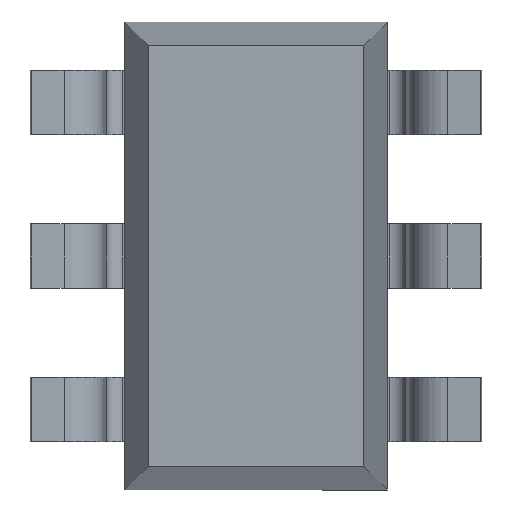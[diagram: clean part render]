
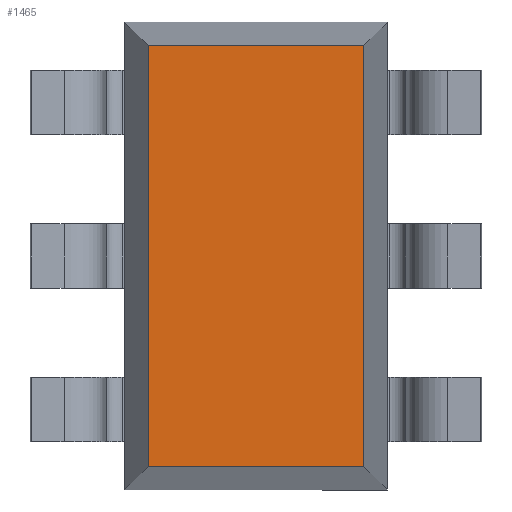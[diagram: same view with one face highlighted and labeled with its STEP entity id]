
A CAD part, front view. The second image highlights one B-rep face of the part: STEP entity #1465.
In plain terms, the highlighted planar face has unit normal (0, -1, 0).
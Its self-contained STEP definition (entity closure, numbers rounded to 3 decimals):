
#80 = ORIENTED_EDGE ( 'NONE', *, *, #3136, .T. ) ;
#99 = LINE ( 'NONE', #1598, #2832 ) ;
#151 = VECTOR ( 'NONE', #1122, 1000. ) ;
#244 = AXIS2_PLACEMENT_3D ( 'NONE', #617, #1377, #872 ) ;
#336 = DIRECTION ( 'NONE',  ( 0., 0., -1. ) ) ;
#479 = CARTESIAN_POINT ( 'NONE',  ( 0.667, 0.15, 1.305 ) ) ;
#573 = VERTEX_POINT ( 'NONE', #594 ) ;
#594 = CARTESIAN_POINT ( 'NONE',  ( 0.667, 0.15, -1.305 ) ) ;
#617 = CARTESIAN_POINT ( 'NONE',  ( 0., 0.15, 0. ) ) ;
#635 = EDGE_CURVE ( 'NONE', #857, #2883, #669, .T. ) ;
#669 = LINE ( 'NONE', #868, #3167 ) ;
#676 = CARTESIAN_POINT ( 'NONE',  ( 0.667, 0.15, -1.45 ) ) ;
#721 = EDGE_LOOP ( 'NONE', ( #3172, #2301, #80, #2550 ) ) ;
#857 = VERTEX_POINT ( 'NONE', #1733 ) ;
#868 = CARTESIAN_POINT ( 'NONE',  ( -0.667, 0.15, 1.45 ) ) ;
#872 = DIRECTION ( 'NONE',  ( 0., 0., -1. ) ) ;
#933 = CARTESIAN_POINT ( 'NONE',  ( -0.812, 0.15, -1.305 ) ) ;
#1113 = EDGE_CURVE ( 'NONE', #2883, #573, #3074, .T. ) ;
#1122 = DIRECTION ( 'NONE',  ( 0., 0., 1. ) ) ;
#1152 = VERTEX_POINT ( 'NONE', #479 ) ;
#1266 = DIRECTION ( 'NONE',  ( 1., 0., 0. ) ) ;
#1377 = DIRECTION ( 'NONE',  ( 0., -1., 0. ) ) ;
#1465 = ADVANCED_FACE ( 'NONE', ( #1498 ), #2084, .T. ) ;
#1498 = FACE_OUTER_BOUND ( 'NONE', #721, .T. ) ;
#1598 = CARTESIAN_POINT ( 'NONE',  ( 0.813, 0.15, 1.305 ) ) ;
#1729 = VECTOR ( 'NONE', #1266, 1000. ) ;
#1733 = CARTESIAN_POINT ( 'NONE',  ( -0.667, 0.15, 1.305 ) ) ;
#1816 = EDGE_CURVE ( 'NONE', #573, #1152, #2072, .T. ) ;
#1836 = DIRECTION ( 'NONE',  ( -1., 0., 0. ) ) ;
#2072 = LINE ( 'NONE', #676, #151 ) ;
#2084 = PLANE ( 'NONE',  #244 ) ;
#2301 = ORIENTED_EDGE ( 'NONE', *, *, #1816, .T. ) ;
#2550 = ORIENTED_EDGE ( 'NONE', *, *, #635, .T. ) ;
#2802 = CARTESIAN_POINT ( 'NONE',  ( -0.667, 0.15, -1.305 ) ) ;
#2832 = VECTOR ( 'NONE', #1836, 1000. ) ;
#2883 = VERTEX_POINT ( 'NONE', #2802 ) ;
#3074 = LINE ( 'NONE', #933, #1729 ) ;
#3136 = EDGE_CURVE ( 'NONE', #1152, #857, #99, .T. ) ;
#3167 = VECTOR ( 'NONE', #336, 1000. ) ;
#3172 = ORIENTED_EDGE ( 'NONE', *, *, #1113, .T. ) ;
